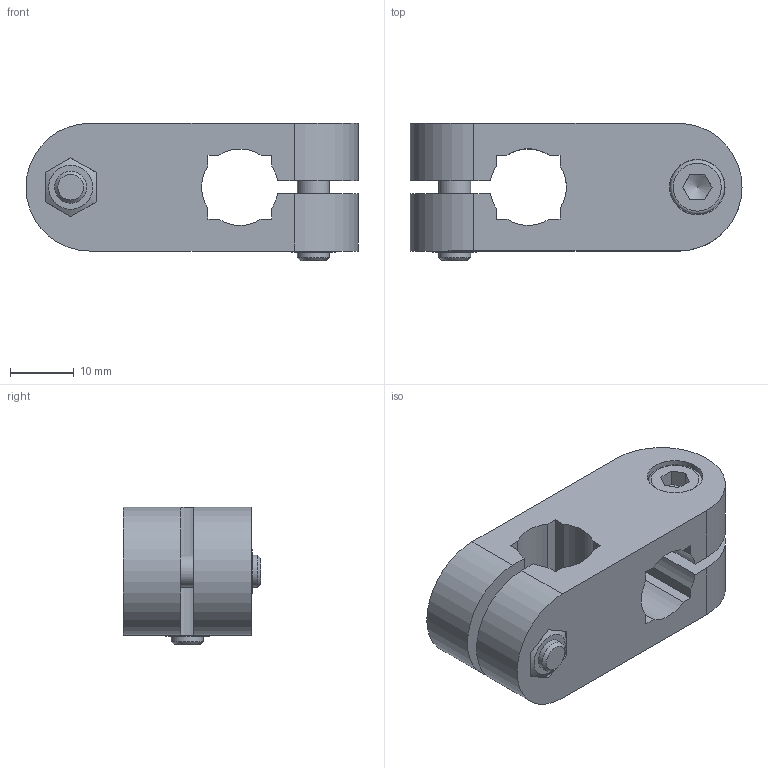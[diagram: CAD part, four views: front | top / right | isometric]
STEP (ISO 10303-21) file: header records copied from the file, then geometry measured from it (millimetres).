
FILE_DESCRIPTION((''),'2;1');
FILE_NAME('730010.ipt.stp','2010-09-05T12:30:45',(''),(''),'Autodesk Inventor 2010','Autodesk Inventor 2010','');
FILE_SCHEMA(('AUTOMOTIVE_DESIGN { 1 0 10303 214 1 1 1 1 }'));
Length unit declared in the file: millimetre
Products named in the file (1): 730010
Bounding box: 52 x 21.5 x 21.5 mm (x, y, z)
Volume: 13480.1 mm3; surface area: 8435.8 mm2
Topology: 5 solids, 5 shells, 116 faces, 286 edges, 186 vertices
Faces by surface type: plane 72, cylinder 18, bspline 12, cone 12, torus 2
Full cylindrical faces by diameter (mm): 5 x2, 8.5 x2
Entity records: 3568 total; most frequent: CARTESIAN_POINT 855, ORIENTED_EDGE 508, DIRECTION 494, EDGE_CURVE 254, VERTEX_POINT 182, AXIS2_PLACEMENT_3D 171, EDGE_LOOP 162, VECTOR 152
